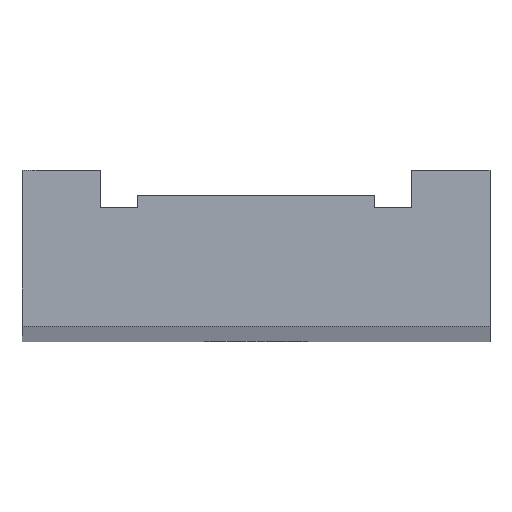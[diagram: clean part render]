
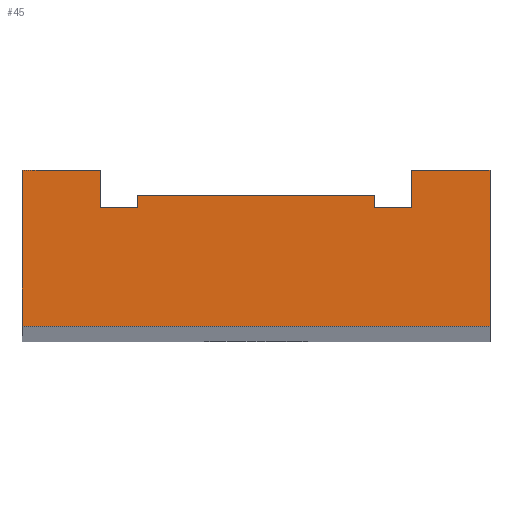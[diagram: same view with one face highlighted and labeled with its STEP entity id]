
A CAD part, top view. The second image highlights one B-rep face of the part: STEP entity #45.
In plain terms, the highlighted planar face has unit normal (0, 0, 1).
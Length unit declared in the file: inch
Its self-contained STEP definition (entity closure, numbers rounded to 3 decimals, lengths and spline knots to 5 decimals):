
#1 = VECTOR ( 'NONE', #130, 39.37008 ) ;
#16 = VECTOR ( 'NONE', #28, 39.37008 ) ;
#17 = ORIENTED_EDGE ( 'NONE', *, *, #304, .T. ) ;
#28 = DIRECTION ( 'NONE',  ( 1., 0., 0. ) ) ;
#36 = EDGE_CURVE ( 'NONE', #472, #105, #346, .T. ) ;
#45 = ADVANCED_FACE ( 'NONE', ( #135 ), #259, .T. ) ;
#47 = CARTESIAN_POINT ( 'NONE',  ( 0.125, 0.19, 7.125 ) ) ;
#48 = CARTESIAN_POINT ( 'NONE',  ( 0.185, 0.21, 7.125 ) ) ;
#49 = DIRECTION ( 'NONE',  ( -1., 0., 0. ) ) ;
#54 = DIRECTION ( 'NONE',  ( 1., 0., 0. ) ) ;
#57 = ORIENTED_EDGE ( 'NONE', *, *, #141, .F. ) ;
#60 = VERTEX_POINT ( 'NONE', #94 ) ;
#62 = CARTESIAN_POINT ( 'NONE',  ( 0.56496, 0.21, 7.125 ) ) ;
#68 = CARTESIAN_POINT ( 'NONE',  ( 0.62496, 0.19, 7.125 ) ) ;
#74 = EDGE_CURVE ( 'NONE', #472, #316, #352, .T. ) ;
#78 = ORIENTED_EDGE ( 'NONE', *, *, #292, .T. ) ;
#82 = CARTESIAN_POINT ( 'NONE',  ( 0.62496, 0.25, 7.125 ) ) ;
#90 = CARTESIAN_POINT ( 'NONE',  ( 0., 0.25, 7.125 ) ) ;
#94 = CARTESIAN_POINT ( 'NONE',  ( 0.75, 0.25, 7.125 ) ) ;
#96 = VECTOR ( 'NONE', #237, 39.37008 ) ;
#97 = DIRECTION ( 'NONE',  ( 1., 0., 0. ) ) ;
#102 = EDGE_LOOP ( 'NONE', ( #57, #17, #495, #241, #145, #484, #142, #407, #192, #400, #78, #252 ) ) ;
#105 = VERTEX_POINT ( 'NONE', #222 ) ;
#118 = VECTOR ( 'NONE', #327, 39.37008 ) ;
#124 = VERTEX_POINT ( 'NONE', #248 ) ;
#130 = DIRECTION ( 'NONE',  ( 0., -1., 0. ) ) ;
#132 = CARTESIAN_POINT ( 'NONE',  ( 0.56496, 0.19, 7.125 ) ) ;
#135 = FACE_OUTER_BOUND ( 'NONE', #102, .T. ) ;
#136 = CARTESIAN_POINT ( 'NONE',  ( 0.185, 0.21, 7.125 ) ) ;
#141 = EDGE_CURVE ( 'NONE', #310, #227, #214, .T. ) ;
#142 = ORIENTED_EDGE ( 'NONE', *, *, #263, .F. ) ;
#145 = ORIENTED_EDGE ( 'NONE', *, *, #430, .T. ) ;
#147 = EDGE_CURVE ( 'NONE', #561, #60, #473, .T. ) ;
#156 = LINE ( 'NONE', #318, #16 ) ;
#159 = LINE ( 'NONE', #242, #217 ) ;
#162 = VERTEX_POINT ( 'NONE', #82 ) ;
#168 = CARTESIAN_POINT ( 'NONE',  ( 0.75, 0., 7.125 ) ) ;
#171 = VECTOR ( 'NONE', #49, 39.37008 ) ;
#172 = DIRECTION ( 'NONE',  ( 0., 1., 0. ) ) ;
#177 = DIRECTION ( 'NONE',  ( 0., -1., 0. ) ) ;
#192 = ORIENTED_EDGE ( 'NONE', *, *, #36, .T. ) ;
#196 = DIRECTION ( 'NONE',  ( -1., 0., 0. ) ) ;
#198 = AXIS2_PLACEMENT_3D ( 'NONE', #90, #224, #97 ) ;
#204 = CARTESIAN_POINT ( 'NONE',  ( 0.75, 0., 7.125 ) ) ;
#206 = VERTEX_POINT ( 'NONE', #132 ) ;
#211 = CARTESIAN_POINT ( 'NONE',  ( 0.125, 0.25, 7.125 ) ) ;
#212 = CARTESIAN_POINT ( 'NONE',  ( 0., 0.25, 7.125 ) ) ;
#214 = LINE ( 'NONE', #379, #321 ) ;
#217 = VECTOR ( 'NONE', #196, 39.37008 ) ;
#222 = CARTESIAN_POINT ( 'NONE',  ( 0.185, 0.19, 7.125 ) ) ;
#224 = DIRECTION ( 'NONE',  ( 0., 0., 1. ) ) ;
#227 = VERTEX_POINT ( 'NONE', #212 ) ;
#229 = VERTEX_POINT ( 'NONE', #329 ) ;
#235 = VECTOR ( 'NONE', #425, 39.37008 ) ;
#237 = DIRECTION ( 'NONE',  ( -1., 0., 0. ) ) ;
#241 = ORIENTED_EDGE ( 'NONE', *, *, #299, .T. ) ;
#242 = CARTESIAN_POINT ( 'NONE',  ( 0.75, 0.25, 7.125 ) ) ;
#247 = LINE ( 'NONE', #415, #235 ) ;
#248 = CARTESIAN_POINT ( 'NONE',  ( 0.125, 0.25, 7.125 ) ) ;
#252 = ORIENTED_EDGE ( 'NONE', *, *, #406, .T. ) ;
#256 = LINE ( 'NONE', #483, #1 ) ;
#259 = PLANE ( 'NONE',  #198 ) ;
#263 = EDGE_CURVE ( 'NONE', #316, #206, #279, .T. ) ;
#279 = LINE ( 'NONE', #553, #496 ) ;
#292 = EDGE_CURVE ( 'NONE', #457, #124, #471, .T. ) ;
#295 = DIRECTION ( 'NONE',  ( 0., 1., 0. ) ) ;
#299 = EDGE_CURVE ( 'NONE', #60, #162, #159, .T. ) ;
#304 = EDGE_CURVE ( 'NONE', #310, #561, #156, .T. ) ;
#310 = VERTEX_POINT ( 'NONE', #508 ) ;
#316 = VERTEX_POINT ( 'NONE', #62 ) ;
#318 = CARTESIAN_POINT ( 'NONE',  ( 0., 0., 7.125 ) ) ;
#321 = VECTOR ( 'NONE', #172, 39.37008 ) ;
#327 = DIRECTION ( 'NONE',  ( 0., 1., 0. ) ) ;
#329 = CARTESIAN_POINT ( 'NONE',  ( 0.62496, 0.19, 7.125 ) ) ;
#346 = LINE ( 'NONE', #48, #369 ) ;
#352 = LINE ( 'NONE', #449, #373 ) ;
#367 = VECTOR ( 'NONE', #295, 39.37008 ) ;
#369 = VECTOR ( 'NONE', #177, 39.37008 ) ;
#372 = CARTESIAN_POINT ( 'NONE',  ( 0.125, 0.19, 7.125 ) ) ;
#373 = VECTOR ( 'NONE', #54, 39.37008 ) ;
#379 = CARTESIAN_POINT ( 'NONE',  ( 0., 0., 7.125 ) ) ;
#382 = EDGE_CURVE ( 'NONE', #229, #206, #464, .T. ) ;
#400 = ORIENTED_EDGE ( 'NONE', *, *, #534, .F. ) ;
#406 = EDGE_CURVE ( 'NONE', #124, #227, #478, .T. ) ;
#407 = ORIENTED_EDGE ( 'NONE', *, *, #74, .F. ) ;
#413 = DIRECTION ( 'NONE',  ( 0., -1., 0. ) ) ;
#415 = CARTESIAN_POINT ( 'NONE',  ( 0.125, 0.19, 7.125 ) ) ;
#425 = DIRECTION ( 'NONE',  ( 1., 0., 0. ) ) ;
#430 = EDGE_CURVE ( 'NONE', #162, #229, #256, .T. ) ;
#449 = CARTESIAN_POINT ( 'NONE',  ( 0.185, 0.21, 7.125 ) ) ;
#457 = VERTEX_POINT ( 'NONE', #47 ) ;
#464 = LINE ( 'NONE', #68, #96 ) ;
#471 = LINE ( 'NONE', #372, #118 ) ;
#472 = VERTEX_POINT ( 'NONE', #136 ) ;
#473 = LINE ( 'NONE', #168, #367 ) ;
#478 = LINE ( 'NONE', #211, #171 ) ;
#483 = CARTESIAN_POINT ( 'NONE',  ( 0.62496, 0.25, 7.125 ) ) ;
#484 = ORIENTED_EDGE ( 'NONE', *, *, #382, .T. ) ;
#495 = ORIENTED_EDGE ( 'NONE', *, *, #147, .T. ) ;
#496 = VECTOR ( 'NONE', #413, 39.37008 ) ;
#508 = CARTESIAN_POINT ( 'NONE',  ( 0., 0., 7.125 ) ) ;
#534 = EDGE_CURVE ( 'NONE', #457, #105, #247, .T. ) ;
#553 = CARTESIAN_POINT ( 'NONE',  ( 0.56496, 0.21, 7.125 ) ) ;
#561 = VERTEX_POINT ( 'NONE', #204 ) ;
